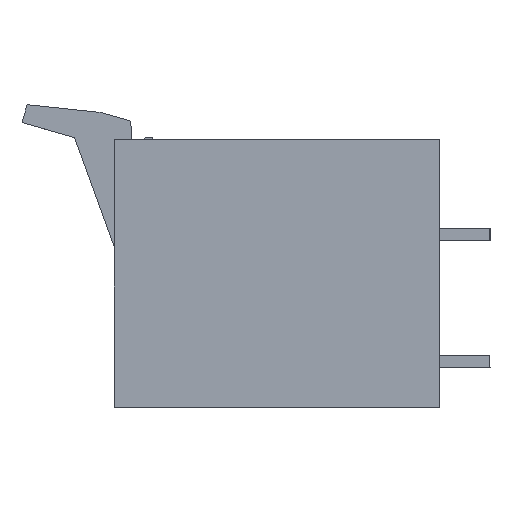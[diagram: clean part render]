
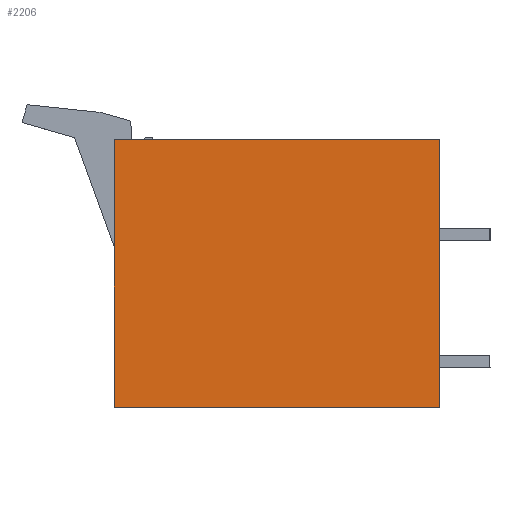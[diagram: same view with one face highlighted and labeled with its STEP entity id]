
A CAD part, left-side view. The second image highlights one B-rep face of the part: STEP entity #2206.
In plain terms, the highlighted planar face has unit normal (-1, 0, 0).
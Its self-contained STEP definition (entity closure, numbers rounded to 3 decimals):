
#2170=AXIS2_PLACEMENT_3D('Plane Axis2P3D',#2167,#2168,#2169) ;
#2167=CARTESIAN_POINT('Axis2P3D Location',(0.,0.,0.)) ;
#2172=CARTESIAN_POINT('Line Origine',(0.,5.,13.225)) ;
#2176=CARTESIAN_POINT('Vertex',(0.,5.,26.45)) ;
#2178=CARTESIAN_POINT('Vertex',(0.,5.,0.)) ;
#2181=CARTESIAN_POINT('Line Origine',(0.,21.065,26.45)) ;
#2185=CARTESIAN_POINT('Vertex',(0.,37.13,26.45)) ;
#2188=CARTESIAN_POINT('Line Origine',(0.,37.13,13.225)) ;
#2192=CARTESIAN_POINT('Vertex',(0.,37.13,0.)) ;
#2195=CARTESIAN_POINT('Line Origine',(0.,21.065,0.)) ;
#2168=DIRECTION('Axis2P3D Direction',(-1.,0.,0.)) ;
#2169=DIRECTION('Axis2P3D XDirection',(0.,0.,1.)) ;
#2173=DIRECTION('Vector Direction',(0.,0.,1.)) ;
#2182=DIRECTION('Vector Direction',(0.,1.,0.)) ;
#2189=DIRECTION('Vector Direction',(0.,0.,1.)) ;
#2196=DIRECTION('Vector Direction',(0.,1.,0.)) ;
#2174=VECTOR('Line Direction',#2173,1.) ;
#2183=VECTOR('Line Direction',#2182,1.) ;
#2190=VECTOR('Line Direction',#2189,1.) ;
#2197=VECTOR('Line Direction',#2196,1.) ;
#2201=ORIENTED_EDGE('',*,*,#2180,.F.) ;
#2202=ORIENTED_EDGE('',*,*,#2187,.F.) ;
#2203=ORIENTED_EDGE('',*,*,#2194,.F.) ;
#2204=ORIENTED_EDGE('',*,*,#2199,.F.) ;
#2206=ADVANCED_FACE('HOUSING',(#2205),#2171,.T.) ;
#2180=EDGE_CURVE('',#2177,#2179,#2175,.F.) ;
#2187=EDGE_CURVE('',#2186,#2177,#2184,.F.) ;
#2194=EDGE_CURVE('',#2193,#2186,#2191,.T.) ;
#2199=EDGE_CURVE('',#2179,#2193,#2198,.T.) ;
#2200=EDGE_LOOP('',(#2201,#2202,#2203,#2204)) ;
#2205=FACE_OUTER_BOUND('',#2200,.T.) ;
#2175=LINE('Line',#2172,#2174) ;
#2184=LINE('Line',#2181,#2183) ;
#2191=LINE('Line',#2188,#2190) ;
#2198=LINE('Line',#2195,#2197) ;
#2171=PLANE('',#2170) ;
#2177=VERTEX_POINT('',#2176) ;
#2179=VERTEX_POINT('',#2178) ;
#2186=VERTEX_POINT('',#2185) ;
#2193=VERTEX_POINT('',#2192) ;
